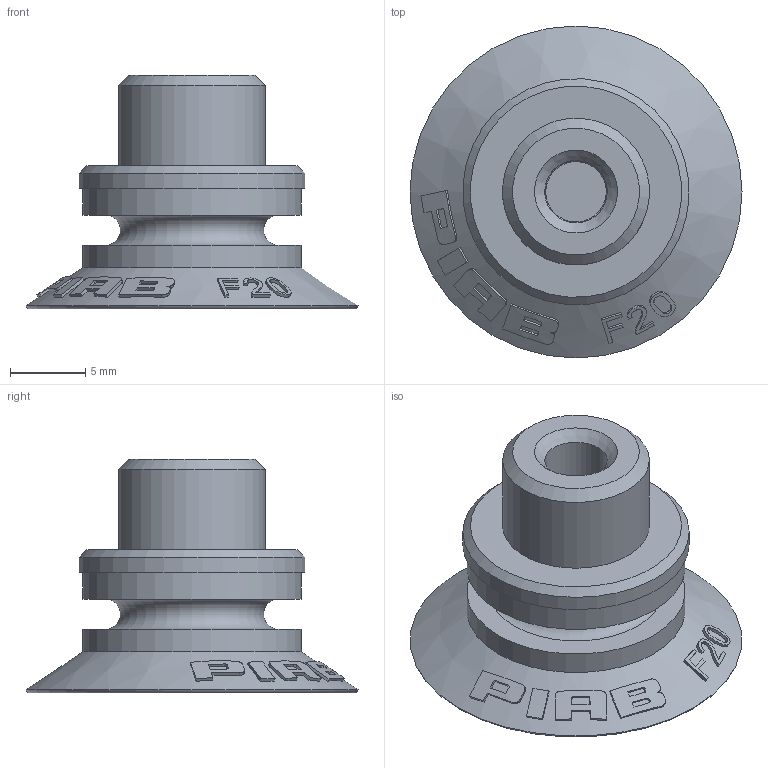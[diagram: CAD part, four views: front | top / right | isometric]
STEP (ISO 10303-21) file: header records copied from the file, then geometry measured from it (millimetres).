
FILE_DESCRIPTION( ( 'Unknown' ), '1' );
FILE_NAME( 'SE-0412716.stp', 'Unknown', ( 'Unknown' ), ( 'Unknown' ), 'PSStep 17.0.49', 'Unknown', ' ' );
FILE_SCHEMA( ( 'AUTOMOTIVE_DESIGN { 1 0 10303 214 1 1 1 1 }' ) );
Length unit declared in the file: millimetre
Products named in the file (6): 0101152; 3150301; 0101079; 0101082; Assem1; SE-0412714
Assembly tree (5 placements, depth 3):
  Assem1
    SE-0412714
    0101152
      3150301
      0101079
      0101082
Bounding box: 22 x 22 x 15.5 mm (x, y, z)
Volume: 1726.3 mm3; surface area: 2367.6 mm2
Topology: 4 solids, 4 shells, 138 faces, 317 edges, 208 vertices
Faces by surface type: bspline 73, cone 24, cylinder 18, plane 18, torus 5
Full cylindrical faces by diameter (mm): 4 x2, 4.134 x1, 4.9 x1, 5 x4, 5.06 x1, 6 x3, 6.5 x1, 8 x1, 9.73 x1, 14.5 x2, 15 x1
Entity records: 4794 total; most frequent: CARTESIAN_POINT 2340, ORIENTED_EDGE 538, EDGE_CURVE 269, DIRECTION 248, B_SPLINE_CURVE_WITH_KNOTS 217, EDGE_LOOP 203, VERTEX_POINT 198, FACE_OUTER_BOUND 163
